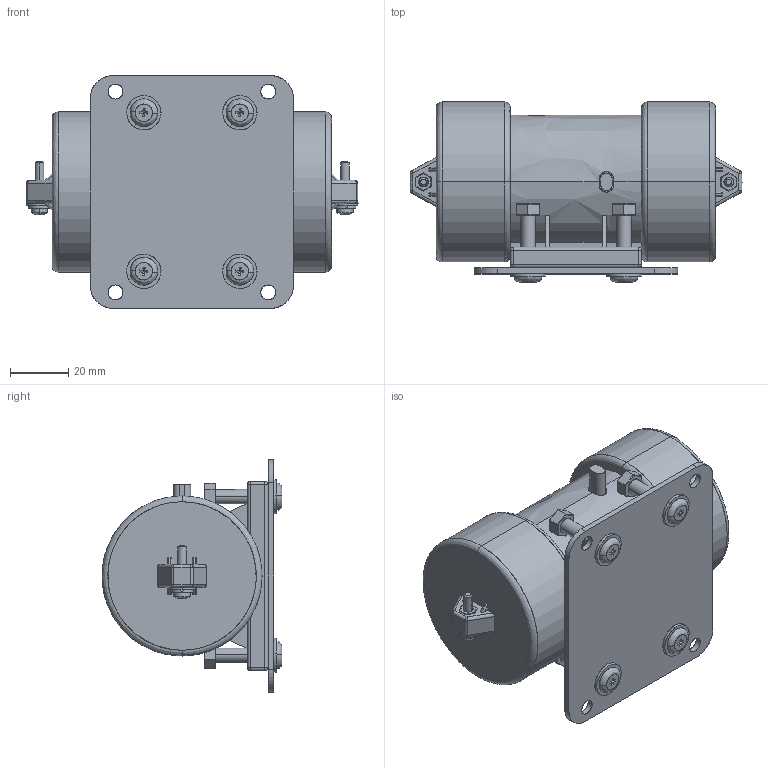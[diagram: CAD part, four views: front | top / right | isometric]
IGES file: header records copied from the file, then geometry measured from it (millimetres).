
Start section: SolidWorks IGES file using analytic representation for surfaces
Global section: file name: MM55 with mounting plate.IGS; native system: SolidWorks 2018; preprocessor: SolidWorks 2018; author: ckuhn; date: 190430.093850; units: millimetre
Bounding box: 114.1 x 61.83 x 80 mm (x, y, z)
Surface area: 42690.1 mm2 (no closed solid volume)
Topology: 0 solids, 0 shells, 541 faces, 6518 edges, 6504 vertices
Faces by surface type: revolution 271, bspline 270
